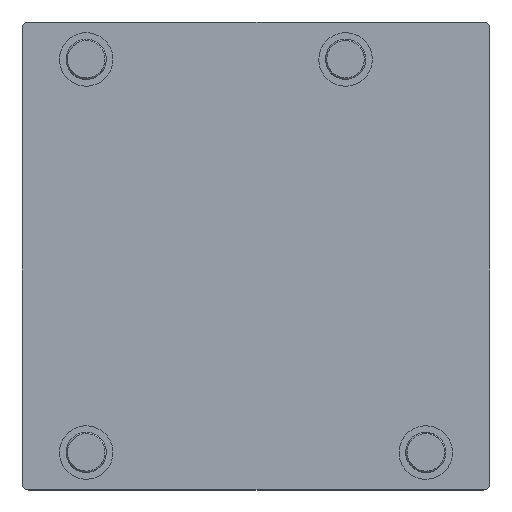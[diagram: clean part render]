
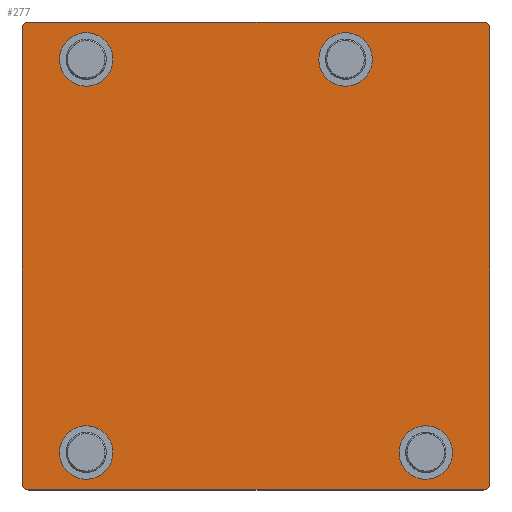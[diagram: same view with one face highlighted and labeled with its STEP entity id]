
A CAD part, top view. The second image highlights one B-rep face of the part: STEP entity #277.
In plain terms, the highlighted free-form (B-spline) face has degree [1, 1] with [2, 2] control points.
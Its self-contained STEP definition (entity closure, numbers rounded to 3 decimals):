
#31 = VERTEX_POINT('',#32);
#32 = CARTESIAN_POINT('',(-146.32,150.624,0.));
#37 = EDGE_CURVE('',#38,#31,#40,.T.);
#38 = VERTEX_POINT('',#39);
#39 = CARTESIAN_POINT('',(146.32,150.624,0.));
#40 = B_SPLINE_CURVE_WITH_KNOTS('',1,(#41,#42),.UNSPECIFIED.,.F.,.F.,(2,
    2),(5.,345.),.PIECEWISE_BEZIER_KNOTS.);
#41 = CARTESIAN_POINT('',(146.32,150.624,0.));
#42 = CARTESIAN_POINT('',(-146.32,150.624,0.));
#57 = EDGE_CURVE('',#58,#60,#62,.T.);
#58 = VERTEX_POINT('',#59);
#59 = CARTESIAN_POINT('',(-150.624,146.32,0.));
#60 = VERTEX_POINT('',#61);
#61 = CARTESIAN_POINT('',(-150.624,-146.32,0.));
#62 = B_SPLINE_CURVE_WITH_KNOTS('',1,(#63,#64),.UNSPECIFIED.,.F.,.F.,(2,
    2),(5.,345.),.PIECEWISE_BEZIER_KNOTS.);
#63 = CARTESIAN_POINT('',(-150.624,146.32,0.));
#64 = CARTESIAN_POINT('',(-150.624,-146.32,0.));
#103 = VERTEX_POINT('',#104);
#104 = CARTESIAN_POINT('',(146.32,-150.624,0.));
#109 = EDGE_CURVE('',#110,#103,#112,.T.);
#110 = VERTEX_POINT('',#111);
#111 = CARTESIAN_POINT('',(-146.32,-150.624,0.));
#112 = B_SPLINE_CURVE_WITH_KNOTS('',1,(#113,#114),.UNSPECIFIED.,.F.,.F.,
  (2,2),(5.,345.),.PIECEWISE_BEZIER_KNOTS.);
#113 = CARTESIAN_POINT('',(-146.32,-150.624,0.));
#114 = CARTESIAN_POINT('',(146.32,-150.624,0.));
#129 = EDGE_CURVE('',#130,#132,#134,.T.);
#130 = VERTEX_POINT('',#131);
#131 = CARTESIAN_POINT('',(150.624,-146.32,0.));
#132 = VERTEX_POINT('',#133);
#133 = CARTESIAN_POINT('',(150.624,146.32,0.));
#134 = B_SPLINE_CURVE_WITH_KNOTS('',1,(#135,#136),.UNSPECIFIED.,.F.,.F.,
  (2,2),(5.,345.),.PIECEWISE_BEZIER_KNOTS.);
#135 = CARTESIAN_POINT('',(150.624,-146.32,0.));
#136 = CARTESIAN_POINT('',(150.624,146.32,0.));
#277 = ADVANCED_FACE('',(#278,#292,#306,#320,#334),#364,.T.);
#278 = FACE_BOUND('',#279,.T.);
#279 = EDGE_LOOP('',(#280));
#280 = ORIENTED_EDGE('',*,*,#281,.T.);
#281 = EDGE_CURVE('',#282,#282,#284,.T.);
#282 = VERTEX_POINT('',#283);
#283 = CARTESIAN_POINT('',(-109.31,114.474,0.));
#284 = ( BOUNDED_CURVE() B_SPLINE_CURVE(2,(#285,#286,#287,#288,#289,#290
,#291),.UNSPECIFIED.,.T.,.F.) B_SPLINE_CURVE_WITH_KNOTS((1,2,2,2,2,1),(
    -2.094,0.,2.094,4.189,6.283,
8.378),.UNSPECIFIED.) CURVE() GEOMETRIC_REPRESENTATION_ITEM() 
RATIONAL_B_SPLINE_CURVE((1.,0.5,1.,0.5,1.,0.5,1.)) REPRESENTATION_ITEM(
  '') );
#285 = CARTESIAN_POINT('',(-109.31,114.474,0.));
#286 = CARTESIAN_POINT('',(-130.181,114.474,0.));
#287 = CARTESIAN_POINT('',(-119.745,132.549,0.));
#288 = CARTESIAN_POINT('',(-109.31,150.624,0.));
#289 = CARTESIAN_POINT('',(-98.874,132.549,0.));
#290 = CARTESIAN_POINT('',(-88.439,114.474,0.));
#291 = CARTESIAN_POINT('',(-109.31,114.474,0.));
#292 = FACE_BOUND('',#293,.T.);
#293 = EDGE_LOOP('',(#294));
#294 = ORIENTED_EDGE('',*,*,#295,.T.);
#295 = EDGE_CURVE('',#296,#296,#298,.T.);
#296 = VERTEX_POINT('',#297);
#297 = CARTESIAN_POINT('',(57.667,114.474,0.));
#298 = ( BOUNDED_CURVE() B_SPLINE_CURVE(2,(#299,#300,#301,#302,#303,#304
,#305),.UNSPECIFIED.,.T.,.F.) B_SPLINE_CURVE_WITH_KNOTS((1,2,2,2,2,1),(
    -2.094,0.,2.094,4.189,6.283,
8.378),.UNSPECIFIED.) CURVE() GEOMETRIC_REPRESENTATION_ITEM() 
RATIONAL_B_SPLINE_CURVE((1.,0.5,1.,0.5,1.,0.5,1.)) REPRESENTATION_ITEM(
  '') );
#299 = CARTESIAN_POINT('',(57.667,114.474,0.));
#300 = CARTESIAN_POINT('',(36.796,114.474,0.));
#301 = CARTESIAN_POINT('',(47.232,132.549,0.));
#302 = CARTESIAN_POINT('',(57.667,150.624,0.));
#303 = CARTESIAN_POINT('',(68.103,132.549,0.));
#304 = CARTESIAN_POINT('',(78.538,114.474,0.));
#305 = CARTESIAN_POINT('',(57.667,114.474,0.));
#306 = FACE_BOUND('',#307,.T.);
#307 = EDGE_LOOP('',(#308));
#308 = ORIENTED_EDGE('',*,*,#309,.T.);
#309 = EDGE_CURVE('',#310,#310,#312,.T.);
#310 = VERTEX_POINT('',#311);
#311 = CARTESIAN_POINT('',(-109.31,-138.574,0.));
#312 = ( BOUNDED_CURVE() B_SPLINE_CURVE(2,(#313,#314,#315,#316,#317,#318
,#319),.UNSPECIFIED.,.T.,.F.) B_SPLINE_CURVE_WITH_KNOTS((1,2,2,2,2,1),(
    -2.094,0.,2.094,4.189,6.283,
8.378),.UNSPECIFIED.) CURVE() GEOMETRIC_REPRESENTATION_ITEM() 
RATIONAL_B_SPLINE_CURVE((1.,0.5,1.,0.5,1.,0.5,1.)) REPRESENTATION_ITEM(
  '') );
#313 = CARTESIAN_POINT('',(-109.31,-138.574,0.));
#314 = CARTESIAN_POINT('',(-130.181,-138.574,0.));
#315 = CARTESIAN_POINT('',(-119.745,-120.499,0.));
#316 = CARTESIAN_POINT('',(-109.31,-102.424,0.));
#317 = CARTESIAN_POINT('',(-98.874,-120.499,0.));
#318 = CARTESIAN_POINT('',(-88.439,-138.574,0.));
#319 = CARTESIAN_POINT('',(-109.31,-138.574,0.));
#320 = FACE_BOUND('',#321,.T.);
#321 = EDGE_LOOP('',(#322));
#322 = ORIENTED_EDGE('',*,*,#323,.T.);
#323 = EDGE_CURVE('',#324,#324,#326,.T.);
#324 = VERTEX_POINT('',#325);
#325 = CARTESIAN_POINT('',(109.31,-138.574,0.));
#326 = ( BOUNDED_CURVE() B_SPLINE_CURVE(2,(#327,#328,#329,#330,#331,#332
,#333),.UNSPECIFIED.,.T.,.F.) B_SPLINE_CURVE_WITH_KNOTS((1,2,2,2,2,1),(
    -2.094,0.,2.094,4.189,6.283,
8.378),.UNSPECIFIED.) CURVE() GEOMETRIC_REPRESENTATION_ITEM() 
RATIONAL_B_SPLINE_CURVE((1.,0.5,1.,0.5,1.,0.5,1.)) REPRESENTATION_ITEM(
  '') );
#327 = CARTESIAN_POINT('',(109.31,-138.574,0.));
#328 = CARTESIAN_POINT('',(88.439,-138.574,0.));
#329 = CARTESIAN_POINT('',(98.874,-120.499,0.));
#330 = CARTESIAN_POINT('',(109.31,-102.424,0.));
#331 = CARTESIAN_POINT('',(119.745,-120.499,0.));
#332 = CARTESIAN_POINT('',(130.181,-138.574,0.));
#333 = CARTESIAN_POINT('',(109.31,-138.574,0.));
#334 = FACE_BOUND('',#335,.T.);
#335 = EDGE_LOOP('',(#336,#337,#343,#344,#350,#351,#357,#358));
#336 = ORIENTED_EDGE('',*,*,#37,.T.);
#337 = ORIENTED_EDGE('',*,*,#338,.T.);
#338 = EDGE_CURVE('',#31,#58,#339,.T.);
#339 = ( BOUNDED_CURVE() B_SPLINE_CURVE(2,(#340,#341,#342),
.UNSPECIFIED.,.F.,.F.) B_SPLINE_CURVE_WITH_KNOTS((3,3),(1.571,
3.142),.PIECEWISE_BEZIER_KNOTS.) CURVE() 
GEOMETRIC_REPRESENTATION_ITEM() RATIONAL_B_SPLINE_CURVE((1.,
0.707,1.)) REPRESENTATION_ITEM('') );
#340 = CARTESIAN_POINT('',(-146.32,150.624,0.));
#341 = CARTESIAN_POINT('',(-150.624,150.624,0.));
#342 = CARTESIAN_POINT('',(-150.624,146.32,0.));
#343 = ORIENTED_EDGE('',*,*,#57,.T.);
#344 = ORIENTED_EDGE('',*,*,#345,.T.);
#345 = EDGE_CURVE('',#60,#110,#346,.T.);
#346 = ( BOUNDED_CURVE() B_SPLINE_CURVE(2,(#347,#348,#349),
.UNSPECIFIED.,.F.,.F.) B_SPLINE_CURVE_WITH_KNOTS((3,3),(3.142,
4.712),.PIECEWISE_BEZIER_KNOTS.) CURVE() 
GEOMETRIC_REPRESENTATION_ITEM() RATIONAL_B_SPLINE_CURVE((1.,
0.707,1.)) REPRESENTATION_ITEM('') );
#347 = CARTESIAN_POINT('',(-150.624,-146.32,0.));
#348 = CARTESIAN_POINT('',(-150.624,-150.624,0.));
#349 = CARTESIAN_POINT('',(-146.32,-150.624,0.));
#350 = ORIENTED_EDGE('',*,*,#109,.T.);
#351 = ORIENTED_EDGE('',*,*,#352,.T.);
#352 = EDGE_CURVE('',#103,#130,#353,.T.);
#353 = ( BOUNDED_CURVE() B_SPLINE_CURVE(2,(#354,#355,#356),
.UNSPECIFIED.,.F.,.F.) B_SPLINE_CURVE_WITH_KNOTS((3,3),(4.712,
6.283),.PIECEWISE_BEZIER_KNOTS.) CURVE() 
GEOMETRIC_REPRESENTATION_ITEM() RATIONAL_B_SPLINE_CURVE((1.,
0.707,1.)) REPRESENTATION_ITEM('') );
#354 = CARTESIAN_POINT('',(146.32,-150.624,0.));
#355 = CARTESIAN_POINT('',(150.624,-150.624,0.));
#356 = CARTESIAN_POINT('',(150.624,-146.32,0.));
#357 = ORIENTED_EDGE('',*,*,#129,.T.);
#358 = ORIENTED_EDGE('',*,*,#359,.T.);
#359 = EDGE_CURVE('',#132,#38,#360,.T.);
#360 = ( BOUNDED_CURVE() B_SPLINE_CURVE(2,(#361,#362,#363),
.UNSPECIFIED.,.F.,.F.) B_SPLINE_CURVE_WITH_KNOTS((3,3),(0.,
1.571),.PIECEWISE_BEZIER_KNOTS.) CURVE() 
GEOMETRIC_REPRESENTATION_ITEM() RATIONAL_B_SPLINE_CURVE((1.,
0.707,1.)) REPRESENTATION_ITEM('') );
#361 = CARTESIAN_POINT('',(150.624,146.32,0.));
#362 = CARTESIAN_POINT('',(150.624,150.624,0.));
#363 = CARTESIAN_POINT('',(146.32,150.624,0.));
#364 = B_SPLINE_SURFACE_WITH_KNOTS('',1,1,(
    (#365,#366)
    ,(#367,#368
    )),.UNSPECIFIED.,.F.,.F.,.F.,(2,2),(2,2),(-175.,175.),(-175.,175.),
  .PIECEWISE_BEZIER_KNOTS.);
#365 = CARTESIAN_POINT('',(-150.624,-150.624,0.));
#366 = CARTESIAN_POINT('',(-150.624,150.624,0.));
#367 = CARTESIAN_POINT('',(150.624,-150.624,0.));
#368 = CARTESIAN_POINT('',(150.624,150.624,0.));
